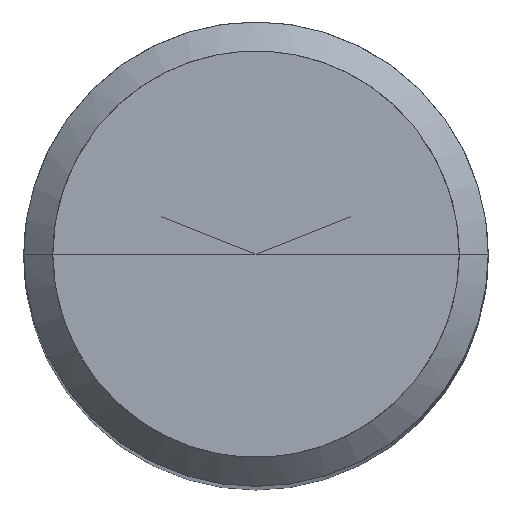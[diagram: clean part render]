
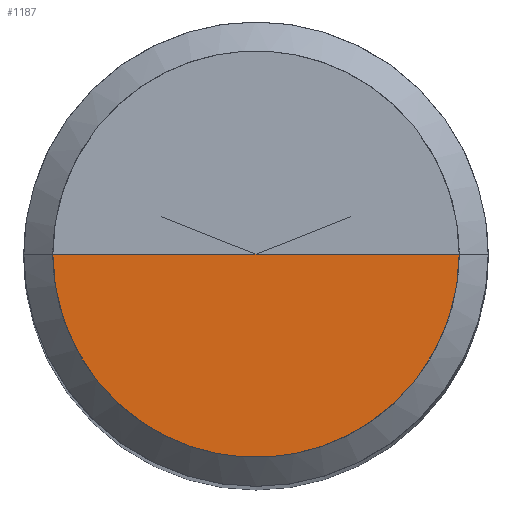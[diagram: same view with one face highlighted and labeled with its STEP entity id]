
A CAD part, top view. The second image highlights one B-rep face of the part: STEP entity #1187.
In plain terms, the highlighted free-form (B-spline) face has degree [1, 2] with [2, 5] control points.
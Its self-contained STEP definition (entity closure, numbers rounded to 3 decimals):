
#790=CARTESIAN_POINT('',(3.5,0.0,36.0));
#794=CARTESIAN_POINT('',(-3.5,0.0,36.0));
#795=CARTESIAN_POINT('',(0.0,0.0,36.0));
#808=CARTESIAN_POINT('',(-3.5,-3.5,36.0));
#809=CARTESIAN_POINT('',(0.0,-3.5,36.0));
#810=CARTESIAN_POINT('',(3.5,-3.5,36.0));
#1172=(
BOUNDED_SURFACE()
B_SPLINE_SURFACE(1,2,(
(#794,#808,#809,#810,#790),
(#795,#795,#795,#795,#795)
), .UNSPECIFIED.,.F.,.F.,.F.)
B_SPLINE_SURFACE_WITH_KNOTS((2,2),(3,2,3),(
0.0,1.0),(
0.0,0.5,1.0), .UNSPECIFIED.)
GEOMETRIC_REPRESENTATION_ITEM()
RATIONAL_B_SPLINE_SURFACE(((1.0,0.707,1.0,0.707,1.0),
(1.0,0.707,1.0,0.707,1.0)
))
REPRESENTATION_ITEM('')
SURFACE()
);
#1173=(
BOUNDED_CURVE()
B_SPLINE_CURVE(2,(#790,#810,#809,#808,#794),.UNSPECIFIED.,.F.,.F.)
B_SPLINE_CURVE_WITH_KNOTS((3,2,3),
(0.0,0.5,1.0),.UNSPECIFIED.)
CURVE()
GEOMETRIC_REPRESENTATION_ITEM()
RATIONAL_B_SPLINE_CURVE((1.0,0.707,1.0,0.707,1.0))
REPRESENTATION_ITEM('')
);
#1174=(
BOUNDED_CURVE()
B_SPLINE_CURVE(1,(#794,#795),.UNSPECIFIED.,.F.,.F.)
B_SPLINE_CURVE_WITH_KNOTS((2,2),
(0.0,1.0),.UNSPECIFIED.)
CURVE()
GEOMETRIC_REPRESENTATION_ITEM()
RATIONAL_B_SPLINE_CURVE((1.0,1.0))
REPRESENTATION_ITEM('')
);
#1175=(
BOUNDED_CURVE()
B_SPLINE_CURVE(1,(#795,#790),.UNSPECIFIED.,.F.,.F.)
B_SPLINE_CURVE_WITH_KNOTS((2,2),
(0.0,1.0),.UNSPECIFIED.)
CURVE()
GEOMETRIC_REPRESENTATION_ITEM()
RATIONAL_B_SPLINE_CURVE((1.0,1.0))
REPRESENTATION_ITEM('')
);
#1176=VERTEX_POINT('',#790);
#1177=VERTEX_POINT('',#794);
#1178=VERTEX_POINT('',#795);
#1179=EDGE_CURVE('',#1176,#1177,#1173,.T.);
#1180=EDGE_CURVE('',#1177,#1178,#1174,.T.);
#1181=EDGE_CURVE('',#1178,#1176,#1175,.T.);
#1182=ORIENTED_EDGE('',*,*,#1179,.T.);
#1183=ORIENTED_EDGE('',*,*,#1180,.T.);
#1184=ORIENTED_EDGE('',*,*,#1181,.T.);
#1185=EDGE_LOOP('',(#1182,#1183,#1184));
#1186=FACE_OUTER_BOUND('',#1185,.T.);
#1187=ADVANCED_FACE('',(#1186),#1172,.T.);
